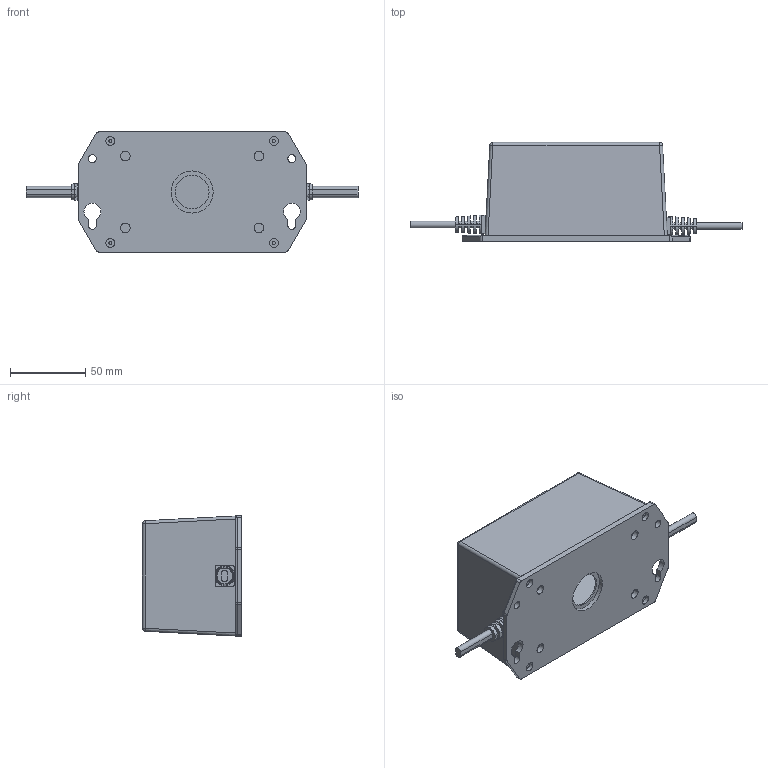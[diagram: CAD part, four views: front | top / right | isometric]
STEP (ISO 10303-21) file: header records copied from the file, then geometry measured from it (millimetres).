
FILE_DESCRIPTION (( 'STEP AP203' ), '1' );
FILE_NAME ('pcastic box.STEP', '2016-09-06T02:48:47', ( 'Alan Lee' ), ( '' ), 'SwSTEP 2.0', 'SolidWorks 2014', '' );
FILE_SCHEMA (( 'CONFIG_CONTROL_DESIGN' ));
Length unit declared in the file: millimetre
Products named in the file (4): pcastic box; DPIC_Bottom; DPIC_Cover; SR
Assembly tree (4 placements, depth 2):
  pcastic box
    DPIC_Cover
    DPIC_Bottom
    SR  x2
Bounding box: 221.3 x 66 x 80 mm (x, y, z)
Volume: 142680 mm3; surface area: 95777.9 mm2
Topology: 4 solids, 4 shells, 459 faces, 1230 edges, 804 vertices
Faces by surface type: plane 253, cylinder 184, bspline 8, cone 6, sphere 4, torus 4
Entity records: 11597 total; most frequent: CARTESIAN_POINT 2416, DIRECTION 1859, ORIENTED_EDGE 1824, EDGE_CURVE 912, AXIS2_PLACEMENT_3D 686, VERTEX_POINT 597, VECTOR 487, LINE 487
